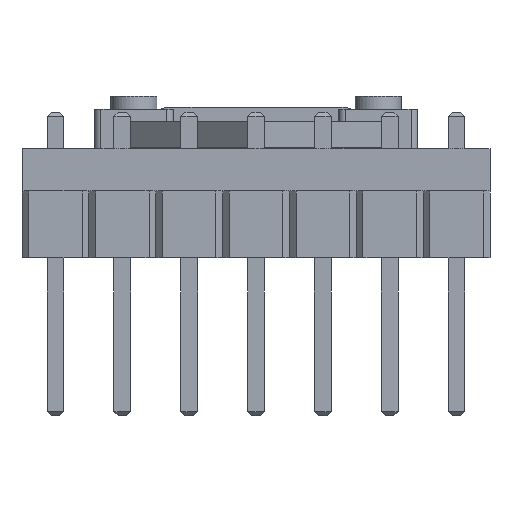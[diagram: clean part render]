
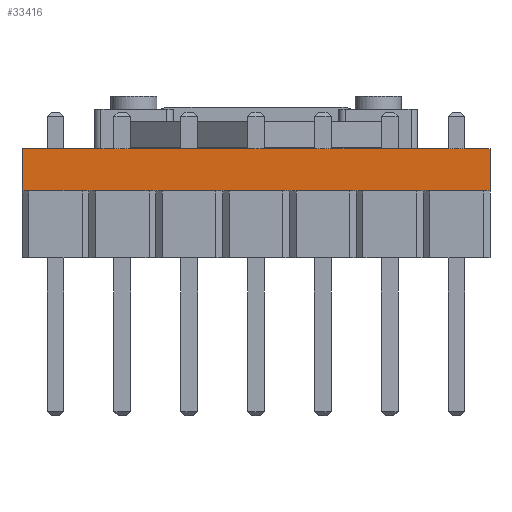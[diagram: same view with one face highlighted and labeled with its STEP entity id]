
A CAD part, front view. The second image highlights one B-rep face of the part: STEP entity #33416.
In plain terms, the highlighted planar face has unit normal (0, -1, 0).
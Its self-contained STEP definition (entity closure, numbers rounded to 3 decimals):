
#32208=CARTESIAN_POINT('',(8.89,-16.5,-0.));
#32209=VERTEX_POINT('',#32208);
#32216=CARTESIAN_POINT('',(-8.89,-16.5,0.));
#32217=VERTEX_POINT('',#32216);
#32218=CARTESIAN_POINT('',(-8.89,-16.5,0.));
#32219=DIRECTION('',(1.,0.,-0.));
#32220=VECTOR('',#32219,17.78);
#32221=LINE('',#32218,#32220);
#32222=EDGE_CURVE('',#32217,#32209,#32221,.T.);
#32494=CARTESIAN_POINT('',(-8.89,-16.5,1.6));
#32495=VERTEX_POINT('',#32494);
#32502=CARTESIAN_POINT('',(8.89,-16.5,1.6));
#32503=VERTEX_POINT('',#32502);
#32504=CARTESIAN_POINT('',(-8.89,-16.5,1.6));
#32505=DIRECTION('',(1.,-0.,-0.));
#32506=VECTOR('',#32505,17.78);
#32507=LINE('',#32504,#32506);
#32508=EDGE_CURVE('',#32495,#32503,#32507,.T.);
#32988=CARTESIAN_POINT('',(-8.89,-16.5,0.));
#32989=DIRECTION('',(0.,0.,1.));
#32990=VECTOR('',#32989,1.6);
#32991=LINE('',#32988,#32990);
#32992=EDGE_CURVE('',#32217,#32495,#32991,.T.);
#33005=CARTESIAN_POINT('',(8.89,-16.5,-0.));
#33006=DIRECTION('',(0.,0.,1.));
#33007=VECTOR('',#33006,1.6);
#33008=LINE('',#33005,#33007);
#33009=EDGE_CURVE('',#32209,#32503,#33008,.T.);
#33405=CARTESIAN_POINT('',(-0.,-16.5,0.));
#33406=DIRECTION('',(0.,-1.,0.));
#33407=DIRECTION('',(-0.,0.,-1.));
#33408=AXIS2_PLACEMENT_3D('',#33405,#33406,#33407);
#33409=PLANE('',#33408);
#33410=ORIENTED_EDGE('',*,*,#32222,.T.);
#33411=ORIENTED_EDGE('',*,*,#33009,.T.);
#33412=ORIENTED_EDGE('',*,*,#32508,.F.);
#33413=ORIENTED_EDGE('',*,*,#32992,.F.);
#33414=EDGE_LOOP('',(#33410,#33411,#33412,#33413));
#33415=FACE_BOUND('',#33414,.T.);
#33416=ADVANCED_FACE('',(#33415),#33409,.T.);
